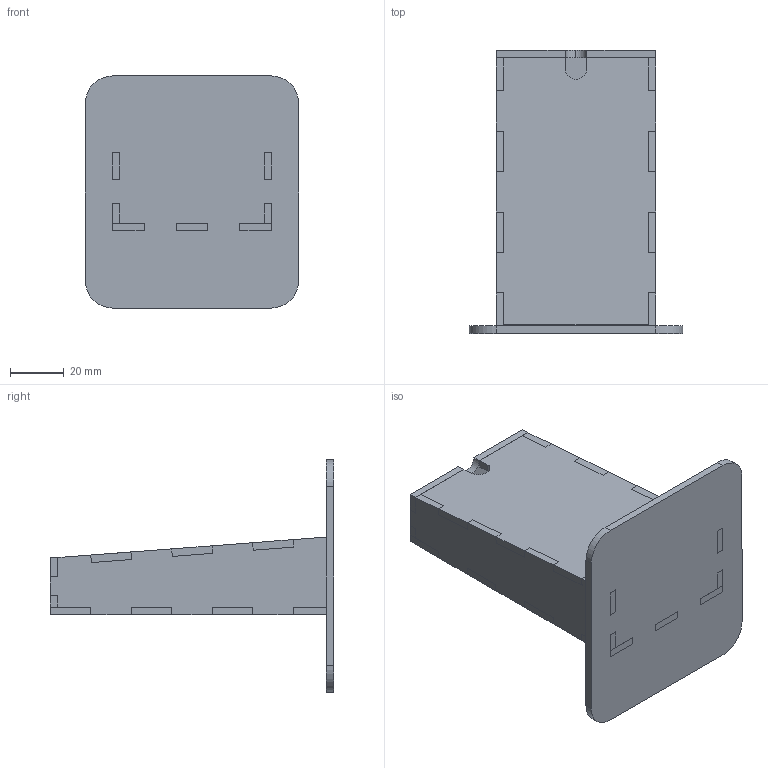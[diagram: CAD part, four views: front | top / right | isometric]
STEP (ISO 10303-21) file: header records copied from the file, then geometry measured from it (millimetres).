
FILE_DESCRIPTION (( 'STEP AP203' ), '1' );
FILE_NAME ('Enclosure_Assembly_STEP.STEP', '2017-09-27T05:14:14', ( '' ), ( '' ), 'SwSTEP 2.0', 'SolidWorks 2015', '' );
FILE_SCHEMA (( 'CONFIG_CONTROL_DESIGN' ));
Length unit declared in the file: millimetre
Products named in the file (7): Right_Plate; Base_Plate; Front_Plate; Top_Plate; Back_Plate; Enclosure_Assembly_STEP; Left_Plate
Assembly tree (6 placements, depth 2):
  Enclosure_Assembly_STEP
    Back_Plate
    Right_Plate
    Top_Plate
    Front_Plate
    Base_Plate
    Left_Plate
Bounding box: 79 x 105 x 85.98 mm (x, y, z)
Volume: 64232.4 mm3; surface area: 51810.8 mm2
Topology: 6 solids, 6 shells, 239 faces, 681 edges, 454 vertices
Faces by surface type: plane 220, cylinder 19
Entity records: 8422 total; most frequent: CARTESIAN_POINT 1383, ORIENTED_EDGE 1362, DIRECTION 1215, EDGE_CURVE 681, VECTOR 643, LINE 643, VERTEX_POINT 454, AXIS2_PLACEMENT_3D 286
